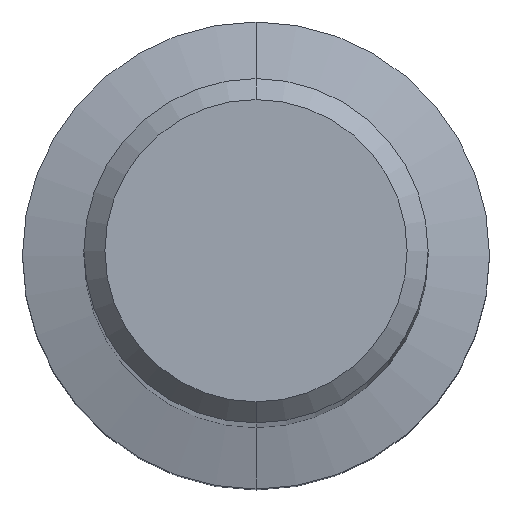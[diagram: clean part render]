
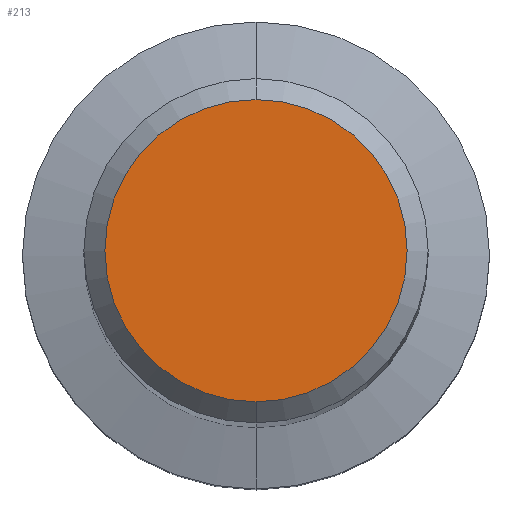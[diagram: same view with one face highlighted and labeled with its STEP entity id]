
A CAD part, top view. The second image highlights one B-rep face of the part: STEP entity #213.
In plain terms, the highlighted planar face has unit normal (0, 0, 1).
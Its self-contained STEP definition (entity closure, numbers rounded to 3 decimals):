
#147=VERTEX_POINT('',#348);
#157=EDGE_CURVE('',#147,#205,#359,.T.);
#205=VERTEX_POINT('',#411);
#213=ADVANCED_FACE('',(#419),#420,.T.);
#293=EDGE_CURVE('',#205,#147,#516,.T.);
#348=CARTESIAN_POINT('',(0.,-3.6,0.0));
#359=CIRCLE('',#589,3.6);
#411=CARTESIAN_POINT('',(0.0,3.6,0.0));
#419=FACE_OUTER_BOUND('',#664,.T.);
#420=PLANE('',#665);
#516=CIRCLE('',#785,3.6);
#589=AXIS2_PLACEMENT_3D('',#840,#841,#842);
#664=EDGE_LOOP('',(#910,#911));
#665=AXIS2_PLACEMENT_3D('',#912,#913,#914);
#785=AXIS2_PLACEMENT_3D('',#1053,#1054,#1055);
#840=CARTESIAN_POINT('',(0.0,0.0,0.0));
#841=DIRECTION('',(0.0,0.0,-1.0));
#842=DIRECTION('',(0.0,1.0,0.0));
#910=ORIENTED_EDGE('',*,*,#293,.F.);
#911=ORIENTED_EDGE('',*,*,#157,.F.);
#912=CARTESIAN_POINT('',(0.0,1.8,0.0));
#913=DIRECTION('',(-0.0,0.0,1.0));
#914=DIRECTION('',(0.0,-1.0,0.0));
#1053=CARTESIAN_POINT('',(0.0,0.0,0.0));
#1054=DIRECTION('',(0.0,0.0,-1.0));
#1055=DIRECTION('',(0.0,1.0,0.0));
